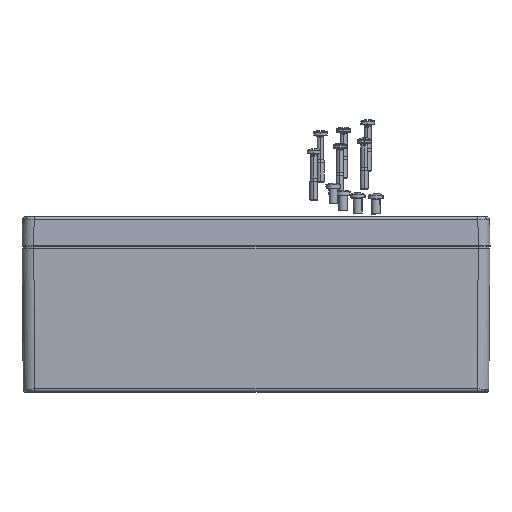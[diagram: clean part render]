
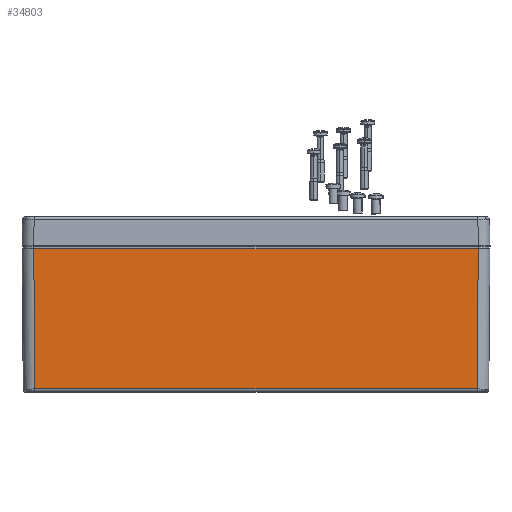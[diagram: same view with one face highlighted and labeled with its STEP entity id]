
A CAD part, top view. The second image highlights one B-rep face of the part: STEP entity #34803.
In plain terms, the highlighted planar face has unit normal (0, -0.009, 1).
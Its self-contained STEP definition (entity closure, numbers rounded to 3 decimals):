
#583 = VERTEX_POINT ( 'NONE', #28672 ) ;
#5037 = VERTEX_POINT ( 'NONE', #15972 ) ;
#12886 = VERTEX_POINT ( 'NONE', #29086 ) ;
#12899 = EDGE_CURVE ( 'NONE', #12886, #5037, #29134, .T. ) ;
#15972 = CARTESIAN_POINT ( 'NONE',  ( -114.125, -3., 80.125 ) ) ;
#28672 = CARTESIAN_POINT ( 'NONE',  ( -113.514, -75.013, 79.514 ) ) ;
#29086 = CARTESIAN_POINT ( 'NONE',  ( 114.125, -3., 80.125 ) ) ;
#29130 = DIRECTION ( 'NONE',  ( -1., 0., 0. ) ) ;
#29131 = VECTOR ( 'NONE', #29130, 1000. ) ;
#29132 = CARTESIAN_POINT ( 'NONE',  ( -120.15, -3., 80.125 ) ) ;
#29134 = LINE ( 'NONE', #29132, #29131 ) ;
#33975 = EDGE_CURVE ( 'NONE', #583, #34316, #38097, .T. ) ;
#34316 = VERTEX_POINT ( 'NONE', #38167 ) ;
#34622 = EDGE_CURVE ( 'NONE', #5037, #583, #38469, .T. ) ;
#34625 = ORIENTED_EDGE ( 'NONE', *, *, #34622, .T. ) ;
#34763 = ORIENTED_EDGE ( 'NONE', *, *, #12899, .T. ) ;
#34798 = EDGE_CURVE ( 'NONE', #34316, #12886, #38565, .T. ) ;
#34803 = ADVANCED_FACE ( 'NONE', ( #38556 ), #38552, .T. ) ;
#35198 = ORIENTED_EDGE ( 'NONE', *, *, #34798, .T. ) ;
#35213 = EDGE_LOOP ( 'NONE', ( #35198, #34763, #34625, #36695 ) ) ;
#36695 = ORIENTED_EDGE ( 'NONE', *, *, #33975, .T. ) ;
#38069 = DIRECTION ( 'NONE',  ( 1., 0., 0. ) ) ;
#38071 = VECTOR ( 'NONE', #38069, 1000. ) ;
#38073 = CARTESIAN_POINT ( 'NONE',  ( -120.15, -75.013, 79.514 ) ) ;
#38097 = LINE ( 'NONE', #38073, #38071 ) ;
#38167 = CARTESIAN_POINT ( 'NONE',  ( 113.514, -75.013, 79.514 ) ) ;
#38466 = DIRECTION ( 'NONE',  ( 0.008, -1., -0.008 ) ) ;
#38467 = VECTOR ( 'NONE', #38466, 1000. ) ;
#38468 = CARTESIAN_POINT ( 'NONE',  ( -114.151, 0.051, 80.15 ) ) ;
#38469 = LINE ( 'NONE', #38468, #38467 ) ;
#38543 = DIRECTION ( 'NONE',  ( 0., -1., -0.008 ) ) ;
#38547 = DIRECTION ( 'NONE',  ( 0., -0.008, 1. ) ) ;
#38548 = CARTESIAN_POINT ( 'NONE',  ( -120.15, 0., 80.15 ) ) ;
#38550 = AXIS2_PLACEMENT_3D ( 'NONE', #38548, #38547, #38543 ) ;
#38552 = PLANE ( 'NONE',  #38550 ) ;
#38556 = FACE_OUTER_BOUND ( 'NONE', #35213, .T. ) ;
#38558 = DIRECTION ( 'NONE',  ( 0.008, 1., 0.008 ) ) ;
#38560 = VECTOR ( 'NONE', #38558, 1000. ) ;
#38562 = CARTESIAN_POINT ( 'NONE',  ( 114.133, -1.987, 80.133 ) ) ;
#38565 = LINE ( 'NONE', #38562, #38560 ) ;
